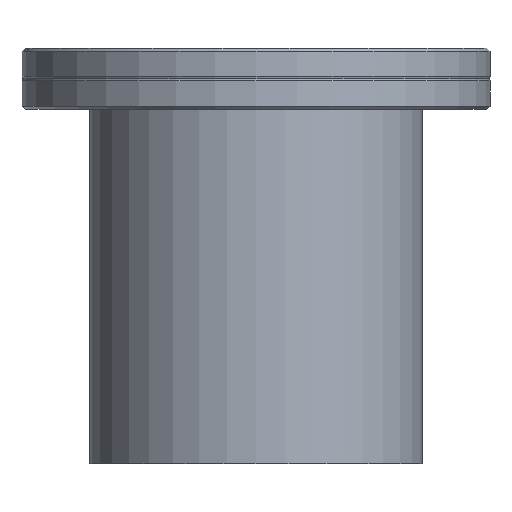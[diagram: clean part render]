
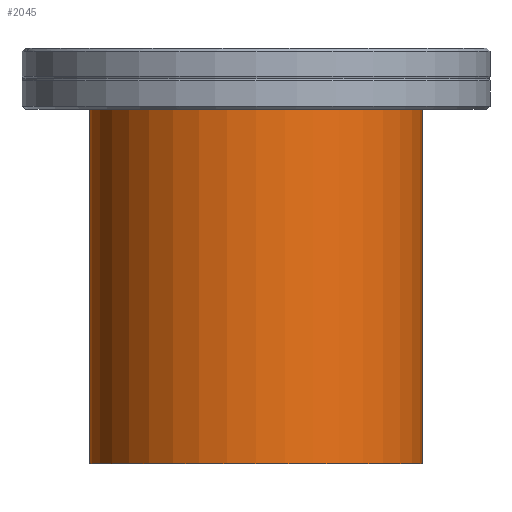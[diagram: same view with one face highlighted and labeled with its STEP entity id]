
A CAD part, front view. The second image highlights one B-rep face of the part: STEP entity #2045.
In plain terms, the highlighted cylindrical face has radius 54 mm (diameter 108 mm), a partial arc.
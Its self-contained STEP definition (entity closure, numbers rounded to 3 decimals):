
#66 = CARTESIAN_POINT ( 'NONE',  ( 54., 0., -9.5 ) ) ;
#155 = EDGE_CURVE ( 'NONE', #2749, #1910, #1415, .T. ) ;
#160 = VECTOR ( 'NONE', #1569, 1000. ) ;
#190 = CARTESIAN_POINT ( 'NONE',  ( -54., 0., -135. ) ) ;
#259 = CARTESIAN_POINT ( 'NONE',  ( 0., 0., -139.5 ) ) ;
#301 = LINE ( 'NONE', #387, #1147 ) ;
#354 = CARTESIAN_POINT ( 'NONE',  ( -54., 0., -139.5 ) ) ;
#379 = CARTESIAN_POINT ( 'NONE',  ( 54., 0., -135. ) ) ;
#387 = CARTESIAN_POINT ( 'NONE',  ( 54., 0., -139.5 ) ) ;
#402 = DIRECTION ( 'NONE',  ( 1., 0., 0. ) ) ;
#538 = VERTEX_POINT ( 'NONE', #66 ) ;
#652 = AXIS2_PLACEMENT_3D ( 'NONE', #952, #2726, #1195 ) ;
#744 = CYLINDRICAL_SURFACE ( 'NONE', #1936, 54. ) ;
#773 = DIRECTION ( 'NONE',  ( 0., 0., -1. ) ) ;
#952 = CARTESIAN_POINT ( 'NONE',  ( 0., 0., -9.5 ) ) ;
#1095 = LINE ( 'NONE', #354, #160 ) ;
#1121 = EDGE_CURVE ( 'NONE', #2749, #538, #301, .T. ) ;
#1147 = VECTOR ( 'NONE', #2359, 1000. ) ;
#1159 = ORIENTED_EDGE ( 'NONE', *, *, #2654, .F. ) ;
#1195 = DIRECTION ( 'NONE',  ( 1., 0., 0. ) ) ;
#1228 = ORIENTED_EDGE ( 'NONE', *, *, #155, .F. ) ;
#1263 = ORIENTED_EDGE ( 'NONE', *, *, #1121, .T. ) ;
#1303 = ORIENTED_EDGE ( 'NONE', *, *, #2889, .F. ) ;
#1415 = CIRCLE ( 'NONE', #1668, 54. ) ;
#1569 = DIRECTION ( 'NONE',  ( 0., 0., 1. ) ) ;
#1581 = EDGE_LOOP ( 'NONE', ( #1159, #1228, #1263, #1303 ) ) ;
#1668 = AXIS2_PLACEMENT_3D ( 'NONE', #2840, #773, #2600 ) ;
#1910 = VERTEX_POINT ( 'NONE', #190 ) ;
#1936 = AXIS2_PLACEMENT_3D ( 'NONE', #259, #1976, #402 ) ;
#1976 = DIRECTION ( 'NONE',  ( 0., 0., 1. ) ) ;
#2007 = CARTESIAN_POINT ( 'NONE',  ( -54., 0., -9.5 ) ) ;
#2045 = ADVANCED_FACE ( 'NONE', ( #2983 ), #744, .T. ) ;
#2314 = VERTEX_POINT ( 'NONE', #2007 ) ;
#2359 = DIRECTION ( 'NONE',  ( 0., 0., 1. ) ) ;
#2569 = CIRCLE ( 'NONE', #652, 54. ) ;
#2600 = DIRECTION ( 'NONE',  ( 1., 0., 0. ) ) ;
#2654 = EDGE_CURVE ( 'NONE', #1910, #2314, #1095, .T. ) ;
#2726 = DIRECTION ( 'NONE',  ( 0., 0., 1. ) ) ;
#2749 = VERTEX_POINT ( 'NONE', #379 ) ;
#2840 = CARTESIAN_POINT ( 'NONE',  ( 0., 0., -135. ) ) ;
#2889 = EDGE_CURVE ( 'NONE', #2314, #538, #2569, .T. ) ;
#2983 = FACE_OUTER_BOUND ( 'NONE', #1581, .T. ) ;
